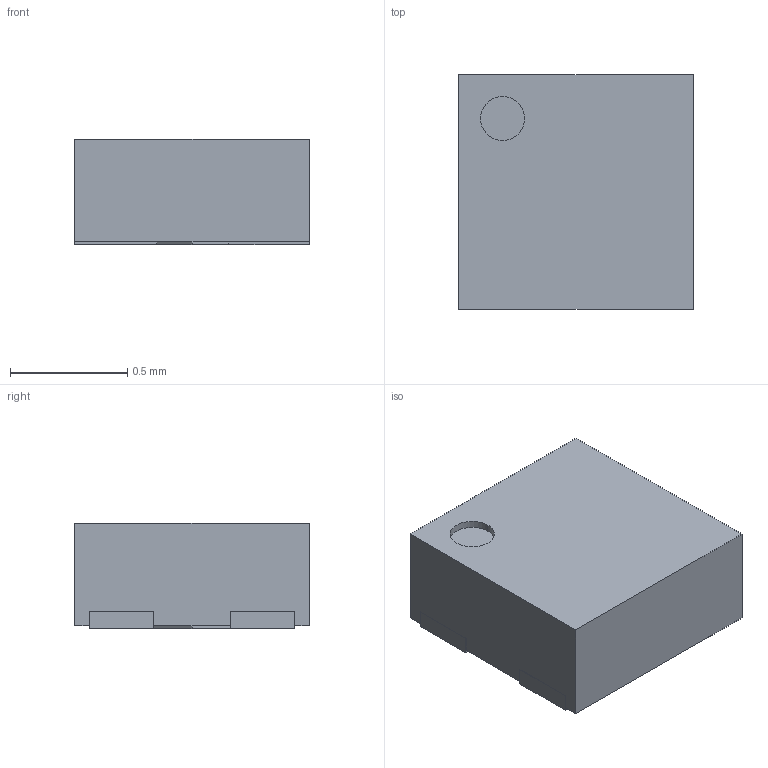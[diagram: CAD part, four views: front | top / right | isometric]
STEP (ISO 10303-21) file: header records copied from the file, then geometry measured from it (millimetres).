
FILE_DESCRIPTION(('STEP AP242'),'1');
FILE_NAME('X2SON 1x1x0.4.stp','2023-04-10T13:38:39',(' '),(' '),'Spatial InterOp 3D',' ',' ');
FILE_SCHEMA(('AP242_MANAGED_MODEL_BASED_3D_ENGINEERING_MIM_LF {1 0 10303 442 1 1 4}'));
Length unit declared in the file: metre
Products named in the file (1): Volumenkörper1
Bounding box: 1 x 1 x 0.45 mm (x, y, z)
Volume: 0.4 mm3; surface area: 3.8 mm2
Topology: 1 solids, 1 shells, 39 faces, 105 edges, 70 vertices
Faces by surface type: plane 37, cylinder 2
Entity records: 1541 total; most frequent: CARTESIAN_POINT 215, ORIENTED_EDGE 210, DIRECTION 189, EDGE_CURVE 105, LINE 101, VECTOR 101, VERTEX_POINT 70, AXIS2_PLACEMENT_3D 44
